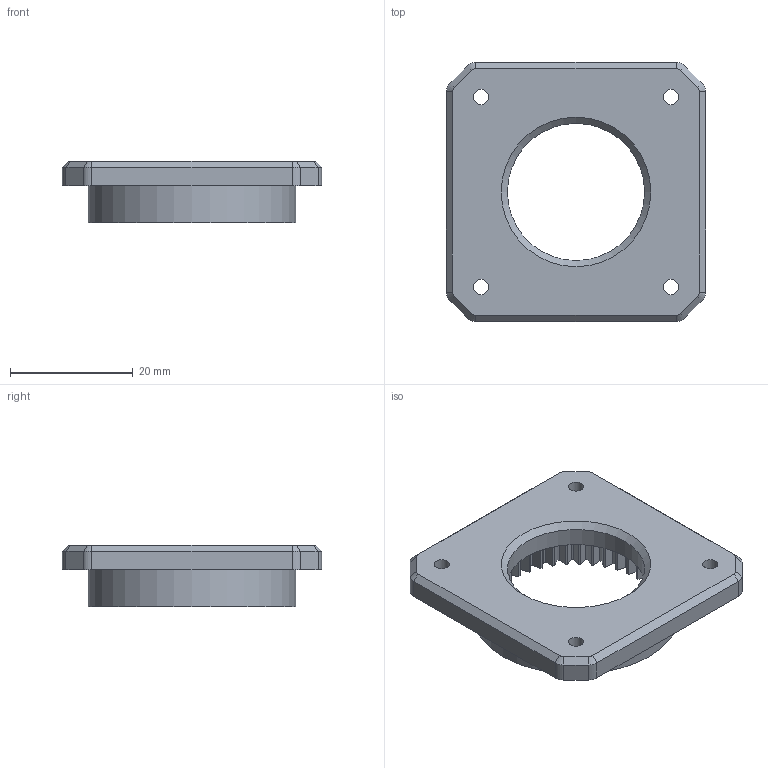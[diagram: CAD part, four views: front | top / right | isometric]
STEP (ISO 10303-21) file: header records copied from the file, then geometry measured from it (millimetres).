
FILE_DESCRIPTION(/* description */ (''),/* implementation_level */ '2;1');
FILE_NAME(/* name */ 'Circular spline.step',/* time_stamp */ '2025-08-28T03:25:42+04:00',/* author */ (''),/* organization */ (''),/* preprocessor_version */ 'ST-DEVELOPER v20.1',/* originating_system */ 'Autodesk Translation Framework v14.10.0.0',/* authorisation */ '');
FILE_SCHEMA (('AUTOMOTIVE_DESIGN { 1 0 10303 214 3 1 1 }'));
Length unit declared in the file: millimetre
Products named in the file (1): Circular spline
Bounding box: 42.3 x 42.3 x 10 mm (x, y, z)
Volume: 6482.2 mm3; surface area: 5238.1 mm2
Topology: 1 solids, 1 shells, 211 faces, 604 edges, 397 vertices
Faces by surface type: plane 188, cylinder 14, cone 9
Full cylindrical faces by diameter (mm): 2.5 x4, 22.4 x1, 33.81 x1
Entity records: 6819 total; most frequent: CARTESIAN_POINT 1213, ORIENTED_EDGE 1208, DIRECTION 1065, EDGE_CURVE 604, LINE 567, VECTOR 567, VERTEX_POINT 397, AXIS2_PLACEMENT_3D 249
